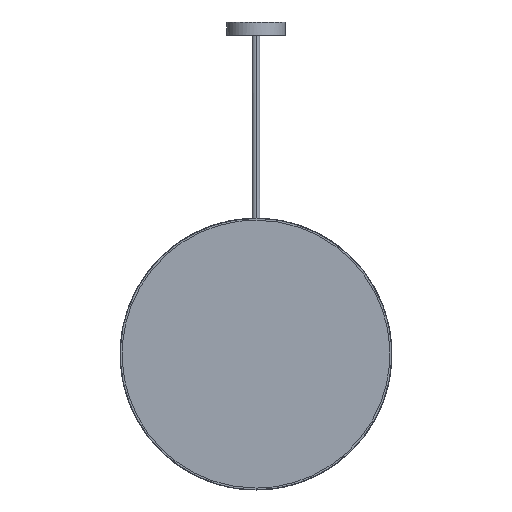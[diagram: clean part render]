
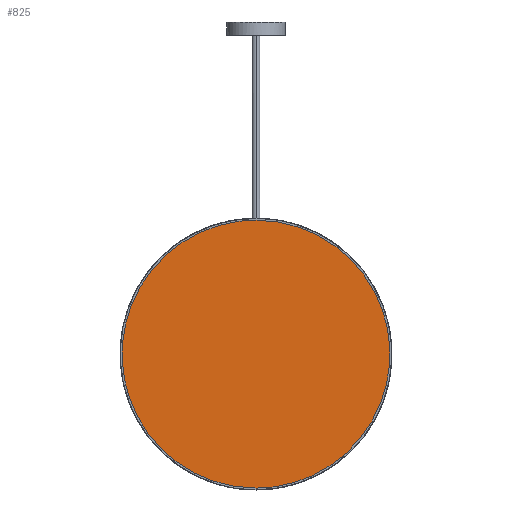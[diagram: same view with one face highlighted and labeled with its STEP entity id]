
A CAD part, front view. The second image highlights one B-rep face of the part: STEP entity #825.
In plain terms, the highlighted face is planar.
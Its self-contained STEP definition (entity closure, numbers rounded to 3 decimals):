
#825=ADVANCED_FACE('',(#1354),#8910,.T.);
#1354=FACE_OUTER_BOUND('',#1935,.T.);
#1935=EDGE_LOOP('',(#4836,#4837));
#4836=ORIENTED_EDGE('',*,*,#6295,.T.);
#4837=ORIENTED_EDGE('',*,*,#6294,.F.);
#6294=EDGE_CURVE('',#8691,#8688,#6849,.T.);
#6295=EDGE_CURVE('',#8691,#8688,#6850,.T.);
#6849=(
BOUNDED_CURVE()
B_SPLINE_CURVE(2,(#20696,#20697,#20698,#20699,#20700),.UNSPECIFIED.,.F.,
 .F.)
B_SPLINE_CURVE_WITH_KNOTS((3,2,3),(0.,695.,1390.),.UNSPECIFIED.)
CURVE()
GEOMETRIC_REPRESENTATION_ITEM()
RATIONAL_B_SPLINE_CURVE((1.,0.707,1.,0.707,1.))
REPRESENTATION_ITEM('')
);
#6850=(
BOUNDED_CURVE()
B_SPLINE_CURVE(2,(#20701,#20702,#20703,#20704,#20705),.UNSPECIFIED.,.F.,
 .F.)
B_SPLINE_CURVE_WITH_KNOTS((3,2,3),(-1390.,-695.,0.),.UNSPECIFIED.)
CURVE()
GEOMETRIC_REPRESENTATION_ITEM()
RATIONAL_B_SPLINE_CURVE((1.,0.707,1.,0.707,1.))
REPRESENTATION_ITEM('')
);
#8688=VERTEX_POINT('',#20683);
#8691=VERTEX_POINT('',#20686);
#8910=PLANE('',#9661);
#9661=AXIS2_PLACEMENT_3D('',#20680,#10105,$);
#10105=DIRECTION('',(1.,0.,0.));
#20680=CARTESIAN_POINT('',(1.2,-417.,-417.));
#20683=CARTESIAN_POINT('',(1.2,-347.5,0.));
#20686=CARTESIAN_POINT('',(1.2,347.5,0.));
#20696=CARTESIAN_POINT('',(1.2,347.5,0.));
#20697=CARTESIAN_POINT('',(1.2,347.5,-347.5));
#20698=CARTESIAN_POINT('',(1.2,0.,-347.5));
#20699=CARTESIAN_POINT('',(1.2,-347.5,-347.5));
#20700=CARTESIAN_POINT('',(1.2,-347.5,0.));
#20701=CARTESIAN_POINT('',(1.2,347.5,0.));
#20702=CARTESIAN_POINT('',(1.2,347.5,347.5));
#20703=CARTESIAN_POINT('',(1.2,0.,347.5));
#20704=CARTESIAN_POINT('',(1.2,-347.5,347.5));
#20705=CARTESIAN_POINT('',(1.2,-347.5,0.));
